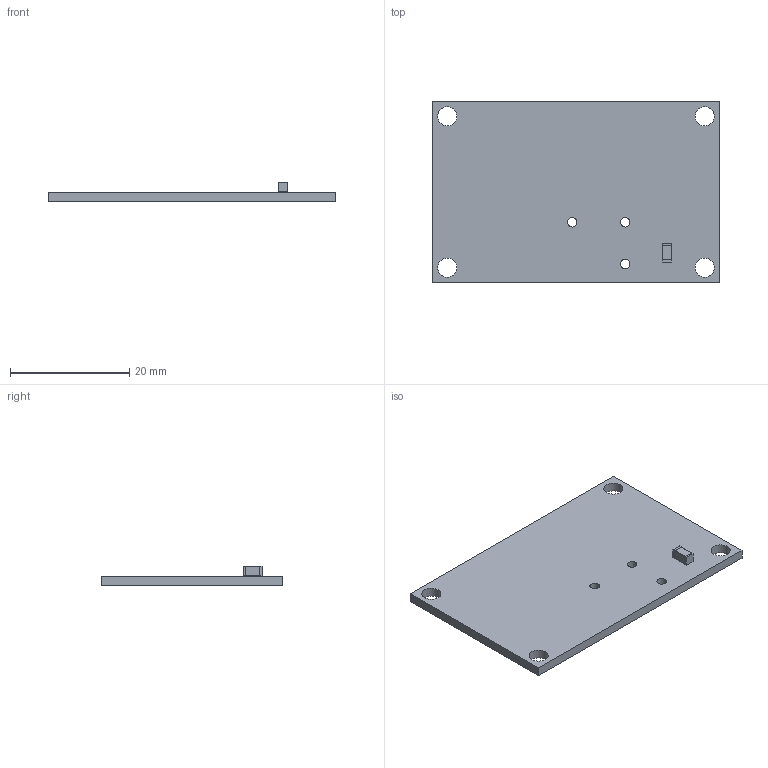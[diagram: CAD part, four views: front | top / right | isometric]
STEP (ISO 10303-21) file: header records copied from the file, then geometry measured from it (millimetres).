
FILE_DESCRIPTION(('KiCad electronic assembly'),'2;1');
FILE_NAME('tank-caps.step','2024-09-13T15:13:54',('Pcbnew'),('Kicad'), 'Open CASCADE STEP processor 7.6','KiCad to STEP converter','Unknown' );
FILE_SCHEMA(('AUTOMOTIVE_DESIGN { 1 0 10303 214 1 1 1 1 }'));
Length unit declared in the file: millimetre
Products named in the file (4): tank-caps 1; C_1206_3216Metric; tank-caps PCB
Assembly tree (3 placements, depth 3):
  tank-caps 1
    C_1206_3216Metric
      C_1206_3216Metric
    tank-caps PCB
Bounding box: 48.26 x 30.48 x 3.25 mm (x, y, z)
Volume: 2300 mm3; surface area: 3231.1 mm2
Topology: 2 solids, 2 shells, 41 faces, 105 edges, 70 vertices
Faces by surface type: plane 22, cylinder 19
Full cylindrical faces by diameter (mm): 1.6 x3, 3.2 x4
Entity records: 3008 total; most frequent: CARTESIAN_POINT 586, DIRECTION 417, LINE 239, VECTOR 239, ORIENTED_EDGE 210, PCURVE 210, DEFINITIONAL_REPRESENTATION 210, EDGE_CURVE 105
